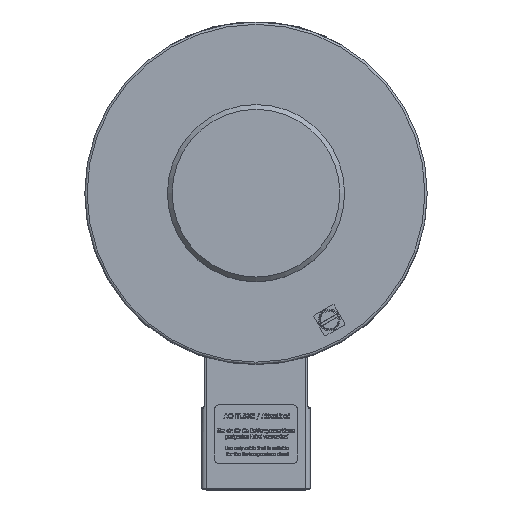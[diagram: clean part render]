
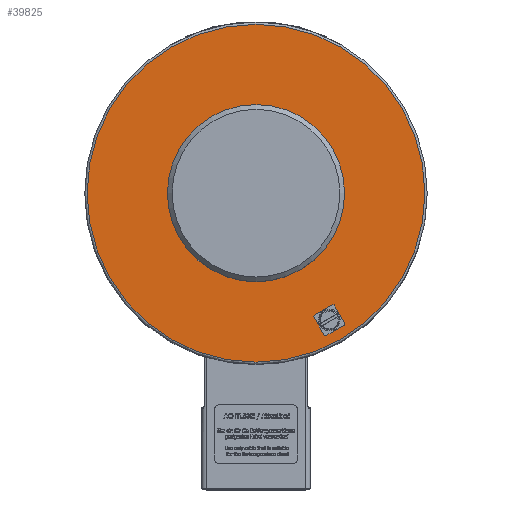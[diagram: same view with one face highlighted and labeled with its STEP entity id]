
A CAD part, top view. The second image highlights one B-rep face of the part: STEP entity #39825.
In plain terms, the highlighted planar face has unit normal (0, 0, 1).
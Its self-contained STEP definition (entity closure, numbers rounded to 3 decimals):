
#6119=LINE('',#70092,#9778);
#6130=LINE('',#70113,#9789);
#6131=LINE('',#70116,#9790);
#6133=LINE('',#70120,#9792);
#6135=LINE('',#70124,#9794);
#6137=LINE('',#70128,#9796);
#6139=LINE('',#70132,#9798);
#6141=LINE('',#70135,#9800);
#9778=VECTOR('',#47641,9.);
#9789=VECTOR('',#47656,0.707);
#9790=VECTOR('',#47659,0.707);
#9792=VECTOR('',#47663,9.);
#9794=VECTOR('',#47667,0.707);
#9796=VECTOR('',#47671,9.);
#9798=VECTOR('',#47675,0.707);
#9800=VECTOR('',#47679,9.);
#12971=PLANE('',#41238);
#13151=FACE_BOUND('',#17352,.T.);
#13152=FACE_BOUND('',#17353,.T.);
#15165=FACE_OUTER_BOUND('',#17351,.T.);
#17351=EDGE_LOOP('',(#37610));
#17352=EDGE_LOOP('',(#37611,#37612,#37613,#37614,#37615,#37616,#37617,#37618));
#17353=EDGE_LOOP('',(#37619));
#17539=CIRCLE('',#41239,71.5);
#17540=CIRCLE('',#41240,37.5);
#21165=VERTEX_POINT('',#70088);
#21167=VERTEX_POINT('',#70091);
#21175=VERTEX_POINT('',#70111);
#21176=VERTEX_POINT('',#70115);
#21177=VERTEX_POINT('',#70119);
#21178=VERTEX_POINT('',#70123);
#21179=VERTEX_POINT('',#70127);
#21180=VERTEX_POINT('',#70131);
#21183=VERTEX_POINT('',#70209);
#21184=VERTEX_POINT('',#70211);
#26647=EDGE_CURVE('',#21167,#21165,#6119,.T.);
#26658=EDGE_CURVE('',#21165,#21175,#6130,.T.);
#26659=EDGE_CURVE('',#21176,#21167,#6131,.T.);
#26661=EDGE_CURVE('',#21177,#21176,#6133,.T.);
#26663=EDGE_CURVE('',#21178,#21177,#6135,.T.);
#26665=EDGE_CURVE('',#21179,#21178,#6137,.T.);
#26667=EDGE_CURVE('',#21180,#21179,#6139,.T.);
#26669=EDGE_CURVE('',#21175,#21180,#6141,.T.);
#26672=EDGE_CURVE('',#21183,#21183,#17539,.T.);
#26673=EDGE_CURVE('',#21184,#21184,#17540,.T.);
#37610=ORIENTED_EDGE('',*,*,#26672,.F.);
#37611=ORIENTED_EDGE('',*,*,#26647,.T.);
#37612=ORIENTED_EDGE('',*,*,#26658,.T.);
#37613=ORIENTED_EDGE('',*,*,#26669,.T.);
#37614=ORIENTED_EDGE('',*,*,#26667,.T.);
#37615=ORIENTED_EDGE('',*,*,#26665,.T.);
#37616=ORIENTED_EDGE('',*,*,#26663,.T.);
#37617=ORIENTED_EDGE('',*,*,#26661,.T.);
#37618=ORIENTED_EDGE('',*,*,#26659,.T.);
#37619=ORIENTED_EDGE('',*,*,#26673,.F.);
#39825=ADVANCED_FACE('',(#15165,#13151,#13152),#12971,.T.);
#41238=AXIS2_PLACEMENT_3D('',#70208,#47684,#47685);
#41239=AXIS2_PLACEMENT_3D('',#70210,#47686,#47687);
#41240=AXIS2_PLACEMENT_3D('',#70212,#47688,#47689);
#47641=DIRECTION('',(-0.866,-0.5,0.));
#47656=DIRECTION('',(-0.966,0.259,0.));
#47659=DIRECTION('',(-0.259,-0.966,0.));
#47663=DIRECTION('',(0.5,-0.866,0.));
#47667=DIRECTION('',(0.966,-0.259,0.));
#47671=DIRECTION('',(0.866,0.5,0.));
#47675=DIRECTION('',(0.259,0.966,0.));
#47679=DIRECTION('',(-0.5,0.866,0.));
#47684=DIRECTION('center_axis',(0.,0.,
1.));
#47685=DIRECTION('ref_axis',(1.,0.,0.));
#47686=DIRECTION('center_axis',(0.,0.,
-1.));
#47687=DIRECTION('ref_axis',(-1.,0.,0.));
#47688=DIRECTION('center_axis',(0.,0.,
1.));
#47689=DIRECTION('ref_axis',(0.,1.,0.));
#70088=CARTESIAN_POINT('',(29.603,-60.274,352.2));
#70091=CARTESIAN_POINT('',(37.397,-55.774,352.2));
#70092=CARTESIAN_POINT('',(9.04,-72.146,352.2));
#70111=CARTESIAN_POINT('',(28.92,-60.091,352.2));
#70113=CARTESIAN_POINT('',(-25.034,-45.635,352.2));
#70115=CARTESIAN_POINT('',(37.58,-55.091,352.2));
#70116=CARTESIAN_POINT('',(40.784,-43.134,352.2));
#70119=CARTESIAN_POINT('',(33.08,-47.297,352.2));
#70120=CARTESIAN_POINT('',(9.705,-6.81,352.2));
#70123=CARTESIAN_POINT('',(32.397,-47.114,352.2));
#70124=CARTESIAN_POINT('',(-21.557,-32.657,352.2));
#70127=CARTESIAN_POINT('',(24.603,-51.614,352.2));
#70128=CARTESIAN_POINT('',(-0.29,-65.986,352.2));
#70131=CARTESIAN_POINT('',(24.42,-52.297,352.2));
#70132=CARTESIAN_POINT('',(27.807,-39.657,352.2));
#70135=CARTESIAN_POINT('',(3.545,-16.14,352.2));
#70208=CARTESIAN_POINT('Origin',(-71.,0.,
352.2));
#70209=CARTESIAN_POINT('',(-71.5,0.,352.2));
#70210=CARTESIAN_POINT('Origin',(0.,0.,
352.2));
#70211=CARTESIAN_POINT('',(0.,37.5,352.2));
#70212=CARTESIAN_POINT('Origin',(0.,0.,
352.2));
